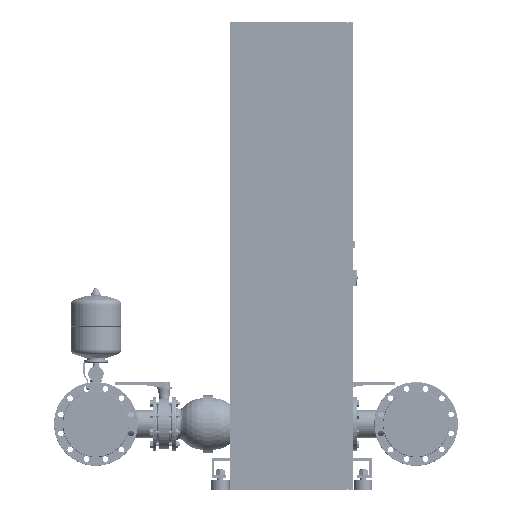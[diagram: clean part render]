
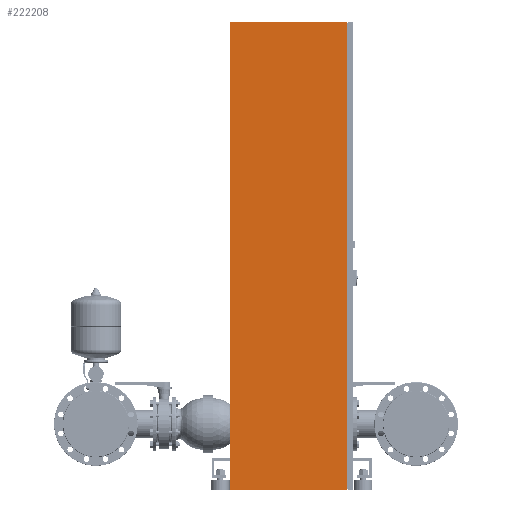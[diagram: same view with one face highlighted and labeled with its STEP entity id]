
A CAD part, left-side view. The second image highlights one B-rep face of the part: STEP entity #222208.
In plain terms, the highlighted planar face has unit normal (-1, 0, 0).
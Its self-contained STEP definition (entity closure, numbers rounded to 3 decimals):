
#222169=CARTESIAN_POINT('',(-1150.0,250.0,0.0));
#222170=DIRECTION('',(-1.0,0.0,0.0));
#222171=DIRECTION('',(0.0,-1.0,0.0));
#222172=AXIS2_PLACEMENT_3D('',#222169,#222170,#222171);
#222173=PLANE('',#222172);
#222174=CARTESIAN_POINT('',(-1150.0,-225.0,0.));
#222175=VERTEX_POINT('',#222174);
#222176=CARTESIAN_POINT('',(-1150.,-225.,1900.0));
#222177=VERTEX_POINT('',#222176);
#222178=CARTESIAN_POINT('',(-1150.0,-225.0,0.));
#222179=DIRECTION('',(0.0,0.0,1.0));
#222180=VECTOR('',#222179,1900.0);
#222181=LINE('',#222178,#222180);
#222182=EDGE_CURVE('',#222175,#222177,#222181,.T.);
#222183=ORIENTED_EDGE('',*,*,#222182,.T.);
#222184=CARTESIAN_POINT('',(-1150.,250.,1900.0));
#222185=VERTEX_POINT('',#222184);
#222186=CARTESIAN_POINT('',(-1150.,250.,1900.0));
#222187=DIRECTION('',(0.0,-1.0,0.0));
#222188=VECTOR('',#222187,475.0);
#222189=LINE('',#222186,#222188);
#222190=EDGE_CURVE('',#222185,#222177,#222189,.T.);
#222191=ORIENTED_EDGE('',*,*,#222190,.F.);
#222192=CARTESIAN_POINT('',(-1150.0,250.0,0.0));
#222193=VERTEX_POINT('',#222192);
#222194=CARTESIAN_POINT('',(-1150.,250.,1900.0));
#222195=DIRECTION('',(0.0,0.0,-1.0));
#222196=VECTOR('',#222195,1900.0);
#222197=LINE('',#222194,#222196);
#222198=EDGE_CURVE('',#222185,#222193,#222197,.T.);
#222199=ORIENTED_EDGE('',*,*,#222198,.T.);
#222200=CARTESIAN_POINT('',(-1150.0,250.0,0.0));
#222201=DIRECTION('',(0.0,-1.0,0.0));
#222202=VECTOR('',#222201,475.0);
#222203=LINE('',#222200,#222202);
#222204=EDGE_CURVE('',#222193,#222175,#222203,.T.);
#222205=ORIENTED_EDGE('',*,*,#222204,.T.);
#222206=EDGE_LOOP('',(#222183,#222191,#222199,#222205));
#222207=FACE_OUTER_BOUND('',#222206,.T.);
#222208=ADVANCED_FACE('',(#222207),#222173,.T.);
